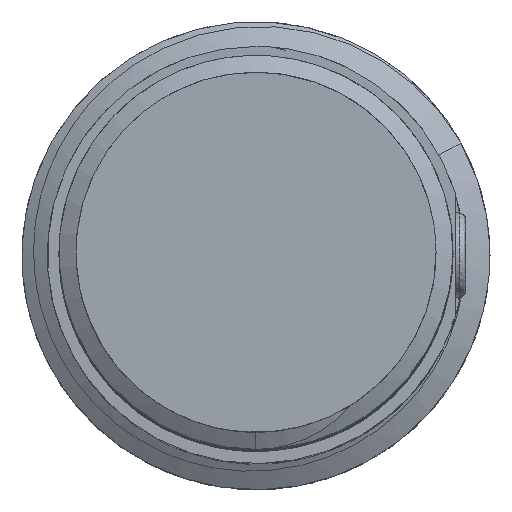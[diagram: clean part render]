
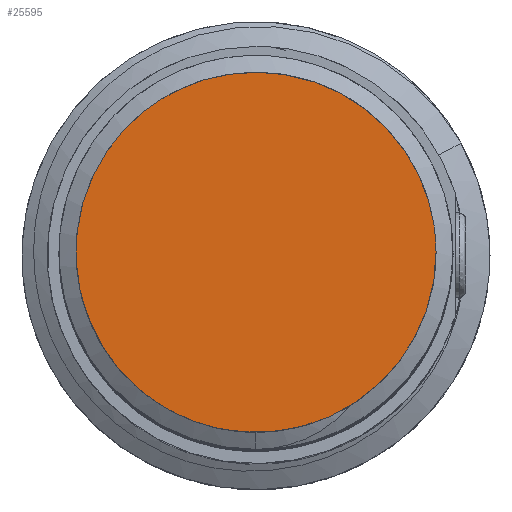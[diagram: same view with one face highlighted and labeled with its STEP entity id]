
A CAD part, top view. The second image highlights one B-rep face of the part: STEP entity #25595.
In plain terms, the highlighted free-form (B-spline) face has degree [1, 1] with [2, 2] control points.
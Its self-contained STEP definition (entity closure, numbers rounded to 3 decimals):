
#4639=CARTESIAN_POINT('',(8.503,0.,72.6));
#4640=VERTEX_POINT('',#4639);
#4641=CARTESIAN_POINT('',(8.503,0.,72.6));
#4642=CARTESIAN_POINT('',(8.503,-14.728,72.6));
#4643=CARTESIAN_POINT('',(-4.252,-7.364,72.6));
#4644=CARTESIAN_POINT('',(-17.006,0.,72.6));
#4645=CARTESIAN_POINT('',(-4.252,7.364,72.6));
#4646=CARTESIAN_POINT('',(8.503,14.728,72.6));
#4647=CARTESIAN_POINT('',(8.503,0.,72.6));
#4648=(BOUNDED_CURVE()B_SPLINE_CURVE(2,(#4641,#4642,#4643,#4644,#4645,#4646,#4647),.CIRCULAR_ARC.,.T.,.U.)B_SPLINE_CURVE_WITH_KNOTS((3,2,2,3),(0.,0.333,0.667,1.),.UNSPECIFIED.)CURVE()GEOMETRIC_REPRESENTATION_ITEM()RATIONAL_B_SPLINE_CURVE((1.,0.5,1.,0.5,1.,0.5,1.))REPRESENTATION_ITEM(''));
#4649=EDGE_CURVE('',#4640,#4640,#4648,.T.);
#25587=CARTESIAN_POINT('',(-131.02,-128.742,72.6));
#25588=CARTESIAN_POINT('',(-131.02,128.742,72.6));
#25589=CARTESIAN_POINT('',(126.464,-128.742,72.6));
#25590=CARTESIAN_POINT('',(126.464,128.742,72.6));
#25591=B_SPLINE_SURFACE_WITH_KNOTS('',1,1,((#25587,#25588),(#25589,#25590)),.PLANE_SURF.,.F.,.F.,.U.,(2,2),(2,2),(0.,1.),(0.,1.),.UNSPECIFIED.);
#25592=ORIENTED_EDGE('',*,*,#4649,.F.);
#25593=EDGE_LOOP('',(#25592));
#25594=FACE_OUTER_BOUND('',#25593,.T.);
#25595=ADVANCED_FACE('',(#25594),#25591,.T.);
